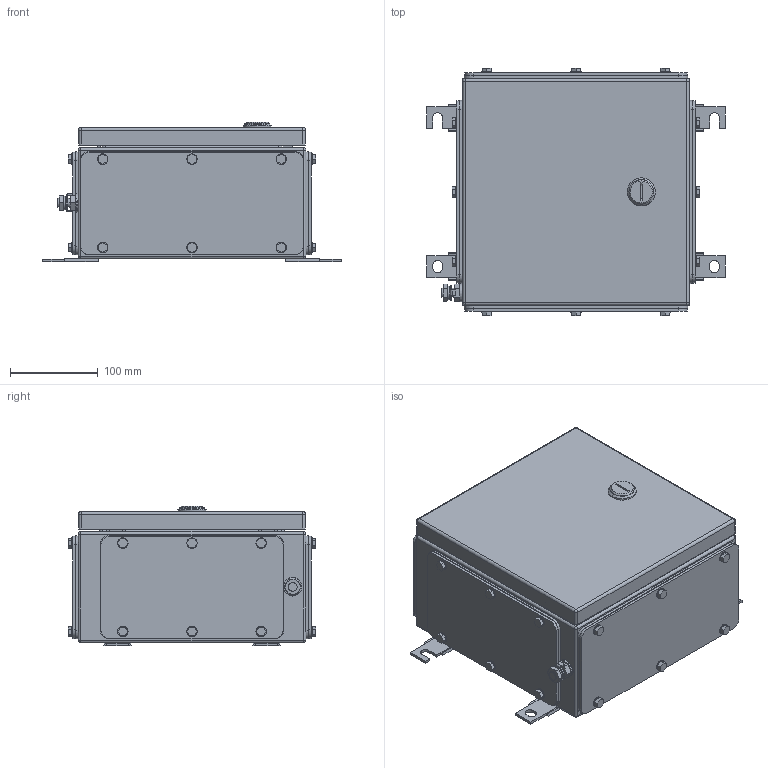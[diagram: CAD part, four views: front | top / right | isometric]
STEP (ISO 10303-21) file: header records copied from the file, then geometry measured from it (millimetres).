
FILE_DESCRIPTION(('CATIA V5 STEP Exchange','CAx-IF Rec.Pracs.--- Model Styling and Organization---1.4--- 2014-01-23'),'2;1');
FILE_NAME ('008767-7_4_1199940000_1199940000.stp','2019-09-20T12:09:12+00:00',('none'),('Weidmueller'),'CATIA Version 5-6 Release 2016 SP3 HF44','CATIA V5 STEP AP214','none');
FILE_SCHEMA(('AUTOMOTIVE_DESIGN { 1 0 10303 214 1 1 1 1 }'));
Products named in the file (1): 1199940000
Bounding box: 341 x 282 x 159.8 mm (x, y, z)
Volume: 980701.5 mm3; surface area: 959681.9 mm2
Topology: 94 solids, 95 shells, 1867 faces, 4290 edges, 2692 vertices
Faces by surface type: cylinder 824, plane 805, cone 188, sphere 24, torus 22, bspline 4
Entity records: 50085 total; most frequent: CARTESIAN_POINT 10333, ORIENTED_EDGE 8416, DIRECTION 6695, EDGE_CURVE 4208, AXIS2_PLACEMENT_3D 2974, VERTEX_POINT 2692, VECTOR 2347, LINE 2347
